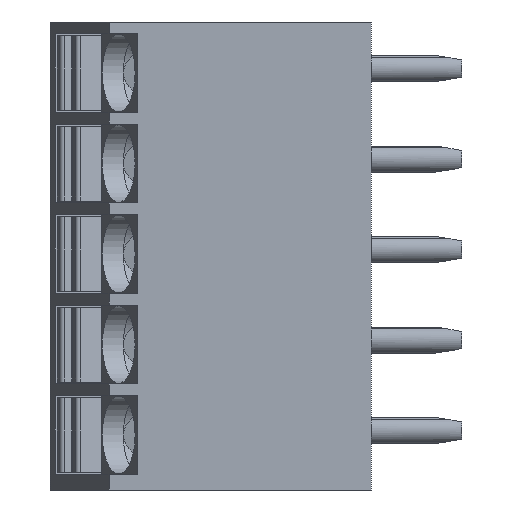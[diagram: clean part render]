
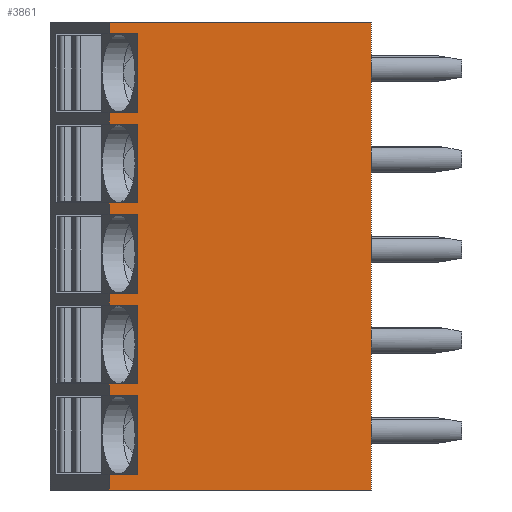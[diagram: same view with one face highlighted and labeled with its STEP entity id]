
A CAD part, left-side view. The second image highlights one B-rep face of the part: STEP entity #3861.
In plain terms, the highlighted planar face has unit normal (-1, 0, 0).
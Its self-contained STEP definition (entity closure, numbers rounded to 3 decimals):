
#25=DIRECTION('',(0.,-1.,0.));
#26=VECTOR('',#25,10.135);
#27=CARTESIAN_POINT('',(-4.998,3.935,-2.35));
#28=LINE('',#27,#26);
#45=DIRECTION('',(0.,0.,1.));
#46=VECTOR('',#45,18.1);
#47=CARTESIAN_POINT('',(-4.998,-6.2,-2.35));
#48=LINE('',#47,#46);
#219=DIRECTION('',(0.,0.,1.));
#220=VECTOR('',#219,3.05);
#221=CARTESIAN_POINT('',(-4.998,2.831,12.25));
#222=LINE('',#221,#220);
#223=DIRECTION('',(0.,-1.,0.));
#224=VECTOR('',#223,1.103);
#225=CARTESIAN_POINT('',(-4.998,3.935,15.3));
#226=LINE('',#225,#224);
#227=DIRECTION('',(0.,0.,1.));
#228=VECTOR('',#227,0.45);
#229=CARTESIAN_POINT('',(-4.998,3.935,15.3));
#230=LINE('',#229,#228);
#231=DIRECTION('',(0.,0.,1.));
#232=VECTOR('',#231,0.6);
#233=CARTESIAN_POINT('',(-4.998,3.935,-2.35));
#234=LINE('',#233,#232);
#235=DIRECTION('',(0.,-1.,0.));
#236=VECTOR('',#235,1.103);
#237=CARTESIAN_POINT('',(-4.998,3.935,-1.75));
#238=LINE('',#237,#236);
#239=DIRECTION('',(0.,0.,1.));
#240=VECTOR('',#239,3.05);
#241=CARTESIAN_POINT('',(-4.998,2.831,-1.75));
#242=LINE('',#241,#240);
#243=DIRECTION('',(0.,-1.,0.));
#244=VECTOR('',#243,1.103);
#245=CARTESIAN_POINT('',(-4.998,3.935,1.3));
#246=LINE('',#245,#244);
#247=DIRECTION('',(0.,0.,1.));
#248=VECTOR('',#247,0.45);
#249=CARTESIAN_POINT('',(-4.998,3.935,1.3));
#250=LINE('',#249,#248);
#251=DIRECTION('',(0.,-1.,0.));
#252=VECTOR('',#251,1.103);
#253=CARTESIAN_POINT('',(-4.998,3.935,1.75));
#254=LINE('',#253,#252);
#255=DIRECTION('',(0.,0.,1.));
#256=VECTOR('',#255,3.05);
#257=CARTESIAN_POINT('',(-4.998,2.831,1.75));
#258=LINE('',#257,#256);
#259=DIRECTION('',(0.,-1.,0.));
#260=VECTOR('',#259,1.103);
#261=CARTESIAN_POINT('',(-4.998,3.935,4.8));
#262=LINE('',#261,#260);
#263=DIRECTION('',(0.,0.,1.));
#264=VECTOR('',#263,0.45);
#265=CARTESIAN_POINT('',(-4.998,3.935,4.8));
#266=LINE('',#265,#264);
#267=DIRECTION('',(0.,-1.,0.));
#268=VECTOR('',#267,1.103);
#269=CARTESIAN_POINT('',(-4.998,3.935,5.25));
#270=LINE('',#269,#268);
#271=DIRECTION('',(0.,0.,1.));
#272=VECTOR('',#271,3.05);
#273=CARTESIAN_POINT('',(-4.998,2.831,5.25));
#274=LINE('',#273,#272);
#275=DIRECTION('',(0.,-1.,0.));
#276=VECTOR('',#275,1.103);
#277=CARTESIAN_POINT('',(-4.998,3.935,8.3));
#278=LINE('',#277,#276);
#279=DIRECTION('',(0.,0.,1.));
#280=VECTOR('',#279,0.45);
#281=CARTESIAN_POINT('',(-4.998,3.935,8.3));
#282=LINE('',#281,#280);
#283=DIRECTION('',(0.,-1.,0.));
#284=VECTOR('',#283,1.103);
#285=CARTESIAN_POINT('',(-4.998,3.935,8.75));
#286=LINE('',#285,#284);
#287=DIRECTION('',(0.,0.,1.));
#288=VECTOR('',#287,3.05);
#289=CARTESIAN_POINT('',(-4.998,2.831,8.75));
#290=LINE('',#289,#288);
#291=DIRECTION('',(0.,-1.,0.));
#292=VECTOR('',#291,1.103);
#293=CARTESIAN_POINT('',(-4.998,3.935,11.8));
#294=LINE('',#293,#292);
#295=DIRECTION('',(0.,0.,1.));
#296=VECTOR('',#295,0.45);
#297=CARTESIAN_POINT('',(-4.998,3.935,11.8));
#298=LINE('',#297,#296);
#299=DIRECTION('',(0.,-1.,0.));
#300=VECTOR('',#299,1.103);
#301=CARTESIAN_POINT('',(-4.998,3.935,12.25));
#302=LINE('',#301,#300);
#2405=DIRECTION('',(0.,-1.,0.));
#2406=VECTOR('',#2405,10.135);
#2407=CARTESIAN_POINT('',(-4.998,3.935,15.75));
#2408=LINE('',#2407,#2406);
#2898=CARTESIAN_POINT('',(-4.998,3.935,-2.35));
#2899=VERTEX_POINT('',#2898);
#2900=CARTESIAN_POINT('',(-4.998,-6.2,-2.35));
#2901=VERTEX_POINT('',#2900);
#2910=CARTESIAN_POINT('',(-4.998,3.935,15.75));
#2911=VERTEX_POINT('',#2910);
#2912=CARTESIAN_POINT('',(-4.998,-6.2,15.75));
#2913=VERTEX_POINT('',#2912);
#2916=CARTESIAN_POINT('',(-4.998,3.935,-1.75));
#2918=VERTEX_POINT('',#2916);
#2920=CARTESIAN_POINT('',(-4.998,3.935,1.3));
#2922=VERTEX_POINT('',#2920);
#2924=CARTESIAN_POINT('',(-4.998,2.831,-1.75));
#2925=CARTESIAN_POINT('',(-4.998,2.831,1.3));
#2926=VERTEX_POINT('',#2924);
#2927=VERTEX_POINT('',#2925);
#2976=CARTESIAN_POINT('',(-4.998,3.935,1.75));
#2978=VERTEX_POINT('',#2976);
#2980=CARTESIAN_POINT('',(-4.998,3.935,4.8));
#2982=VERTEX_POINT('',#2980);
#2984=CARTESIAN_POINT('',(-4.998,2.831,1.75));
#2985=CARTESIAN_POINT('',(-4.998,2.831,4.8));
#2986=VERTEX_POINT('',#2984);
#2987=VERTEX_POINT('',#2985);
#3217=CARTESIAN_POINT('',(-4.998,3.935,5.25));
#3219=VERTEX_POINT('',#3217);
#3221=CARTESIAN_POINT('',(-4.998,3.935,8.3));
#3223=VERTEX_POINT('',#3221);
#3225=CARTESIAN_POINT('',(-4.998,2.831,5.25));
#3226=CARTESIAN_POINT('',(-4.998,2.831,8.3));
#3227=VERTEX_POINT('',#3225);
#3228=VERTEX_POINT('',#3226);
#3367=CARTESIAN_POINT('',(-4.998,3.935,8.75));
#3369=VERTEX_POINT('',#3367);
#3371=CARTESIAN_POINT('',(-4.998,3.935,11.8));
#3373=VERTEX_POINT('',#3371);
#3375=CARTESIAN_POINT('',(-4.998,2.831,8.75));
#3376=CARTESIAN_POINT('',(-4.998,2.831,11.8));
#3377=VERTEX_POINT('',#3375);
#3378=VERTEX_POINT('',#3376);
#3517=CARTESIAN_POINT('',(-4.998,3.935,12.25));
#3519=VERTEX_POINT('',#3517);
#3521=CARTESIAN_POINT('',(-4.998,3.935,15.3));
#3523=VERTEX_POINT('',#3521);
#3525=CARTESIAN_POINT('',(-4.998,2.831,12.25));
#3526=CARTESIAN_POINT('',(-4.998,2.831,15.3));
#3527=VERTEX_POINT('',#3525);
#3528=VERTEX_POINT('',#3526);
#3808=CARTESIAN_POINT('',(-4.998,3.935,-2.35));
#3809=DIRECTION('',(-1.,0.,0.));
#3810=DIRECTION('',(0.,-1.,0.));
#3811=AXIS2_PLACEMENT_3D('',#3808,#3809,#3810);
#3812=PLANE('',#3811);
#3814=ORIENTED_EDGE('',*,*,#3813,.T.);
#3816=ORIENTED_EDGE('',*,*,#3815,.F.);
#3818=ORIENTED_EDGE('',*,*,#3817,.T.);
#3820=ORIENTED_EDGE('',*,*,#3819,.T.);
#3821=ORIENTED_EDGE('',*,*,#3710,.F.);
#3822=ORIENTED_EDGE('',*,*,#3666,.F.);
#3824=ORIENTED_EDGE('',*,*,#3823,.T.);
#3826=ORIENTED_EDGE('',*,*,#3825,.T.);
#3828=ORIENTED_EDGE('',*,*,#3827,.T.);
#3830=ORIENTED_EDGE('',*,*,#3829,.F.);
#3832=ORIENTED_EDGE('',*,*,#3831,.T.);
#3834=ORIENTED_EDGE('',*,*,#3833,.T.);
#3836=ORIENTED_EDGE('',*,*,#3835,.T.);
#3838=ORIENTED_EDGE('',*,*,#3837,.F.);
#3840=ORIENTED_EDGE('',*,*,#3839,.T.);
#3842=ORIENTED_EDGE('',*,*,#3841,.T.);
#3844=ORIENTED_EDGE('',*,*,#3843,.T.);
#3846=ORIENTED_EDGE('',*,*,#3845,.F.);
#3848=ORIENTED_EDGE('',*,*,#3847,.T.);
#3850=ORIENTED_EDGE('',*,*,#3849,.T.);
#3852=ORIENTED_EDGE('',*,*,#3851,.T.);
#3854=ORIENTED_EDGE('',*,*,#3853,.F.);
#3856=ORIENTED_EDGE('',*,*,#3855,.T.);
#3858=ORIENTED_EDGE('',*,*,#3857,.T.);
#3859=EDGE_LOOP('',(#3814,#3816,#3818,#3820,#3821,#3822,#3824,#3826,#3828,#3830,
#3832,#3834,#3836,#3838,#3840,#3842,#3844,#3846,#3848,#3850,#3852,#3854,#3856,
#3858));
#3860=FACE_OUTER_BOUND('',#3859,.F.);
#3666=EDGE_CURVE('',#2899,#2901,#28,.T.);
#3710=EDGE_CURVE('',#2901,#2913,#48,.T.);
#3813=EDGE_CURVE('',#3527,#3528,#222,.T.);
#3815=EDGE_CURVE('',#3523,#3528,#226,.T.);
#3817=EDGE_CURVE('',#3523,#2911,#230,.T.);
#3819=EDGE_CURVE('',#2911,#2913,#2408,.T.);
#3823=EDGE_CURVE('',#2899,#2918,#234,.T.);
#3825=EDGE_CURVE('',#2918,#2926,#238,.T.);
#3827=EDGE_CURVE('',#2926,#2927,#242,.T.);
#3829=EDGE_CURVE('',#2922,#2927,#246,.T.);
#3831=EDGE_CURVE('',#2922,#2978,#250,.T.);
#3833=EDGE_CURVE('',#2978,#2986,#254,.T.);
#3835=EDGE_CURVE('',#2986,#2987,#258,.T.);
#3837=EDGE_CURVE('',#2982,#2987,#262,.T.);
#3839=EDGE_CURVE('',#2982,#3219,#266,.T.);
#3841=EDGE_CURVE('',#3219,#3227,#270,.T.);
#3843=EDGE_CURVE('',#3227,#3228,#274,.T.);
#3845=EDGE_CURVE('',#3223,#3228,#278,.T.);
#3847=EDGE_CURVE('',#3223,#3369,#282,.T.);
#3849=EDGE_CURVE('',#3369,#3377,#286,.T.);
#3851=EDGE_CURVE('',#3377,#3378,#290,.T.);
#3853=EDGE_CURVE('',#3373,#3378,#294,.T.);
#3855=EDGE_CURVE('',#3373,#3519,#298,.T.);
#3857=EDGE_CURVE('',#3519,#3527,#302,.T.);
#3861=ADVANCED_FACE('',(#3860),#3812,.T.);
